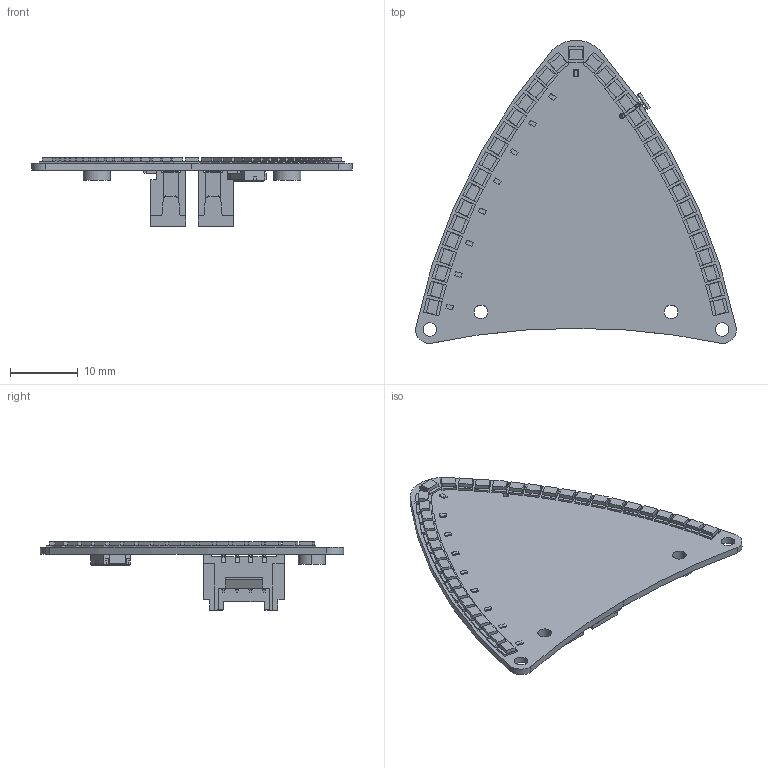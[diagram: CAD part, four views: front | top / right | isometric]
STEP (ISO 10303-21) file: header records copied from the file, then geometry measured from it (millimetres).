
FILE_DESCRIPTION((''),'2;1');
FILE_NAME('ASM0001_ASM','2023-07-07T14:22:27',('Rex'),(''),'CREO PARAMETRIC BY PTC INC, 2021404','CREO PARAMETRIC BY PTC INC, 2021404','');
FILE_SCHEMA(('CONFIG_CONTROL_DESIGN'));
Length unit declared in the file: millimetre
Products named in the file (1): ASM0001_ASM
Bounding box: 47.14 x 44.59 x 10.14 mm (x, y, z)
Volume: 1850.4 mm3; surface area: 4432.3 mm2
Topology: 1 solids, 2 shells, 1518 faces, 3975 edges, 2476 vertices
Faces by surface type: plane 1179, cylinder 255, sphere 80, torus 4
Entity records: 45243 total; most frequent: CARTESIAN_POINT 7936, ORIENTED_EDGE 7788, DIRECTION 7445, EDGE_CURVE 3895, VECTOR 3363, LINE 3363, VERTEX_POINT 2476, AXIS2_PLACEMENT_3D 2041
